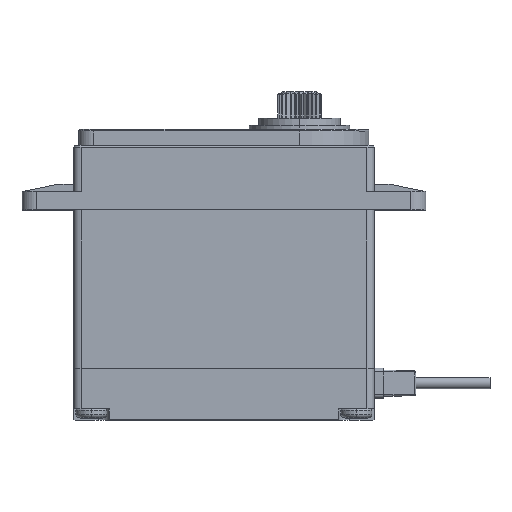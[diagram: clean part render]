
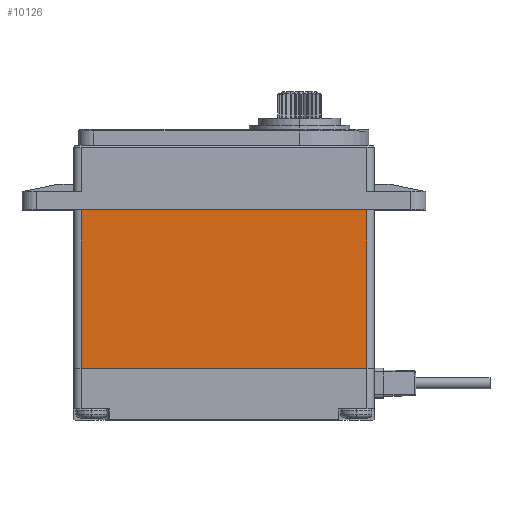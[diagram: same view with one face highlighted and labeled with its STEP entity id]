
A CAD part, top view. The second image highlights one B-rep face of the part: STEP entity #10126.
In plain terms, the highlighted planar face has unit normal (0, 0, 1).
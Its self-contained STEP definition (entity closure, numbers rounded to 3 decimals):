
#1480 = ORIENTED_EDGE ( 'NONE', *, *, #19186, .F. ) ;
#1563 = DIRECTION ( 'NONE',  ( 0., 0., 1. ) ) ;
#1711 = EDGE_LOOP ( 'NONE', ( #8995, #1480, #11952, #6224 ) ) ;
#1723 = VERTEX_POINT ( 'NONE', #14669 ) ;
#3116 = LINE ( 'NONE', #9580, #7274 ) ;
#3155 = CARTESIAN_POINT ( 'NONE',  ( -19.25, 7.95, 10.34 ) ) ;
#3282 = DIRECTION ( 'NONE',  ( 1., 0., 0. ) ) ;
#4482 = DIRECTION ( 'NONE',  ( 0., -1., 0. ) ) ;
#4974 = VECTOR ( 'NONE', #14244, 1000. ) ;
#5923 = AXIS2_PLACEMENT_3D ( 'NONE', #10501, #1563, #16822 ) ;
#6011 = VERTEX_POINT ( 'NONE', #13791 ) ;
#6078 = EDGE_CURVE ( 'NONE', #13681, #12482, #3116, .T. ) ;
#6224 = ORIENTED_EDGE ( 'NONE', *, *, #6078, .T. ) ;
#6873 = CARTESIAN_POINT ( 'NONE',  ( -19.25, -13.35, 10.34 ) ) ;
#7274 = VECTOR ( 'NONE', #18879, 1000. ) ;
#7355 = EDGE_CURVE ( 'NONE', #12482, #6011, #17590, .T. ) ;
#7638 = LINE ( 'NONE', #10316, #11529 ) ;
#7770 = CARTESIAN_POINT ( 'NONE',  ( -19.25, 7.95, 10.34 ) ) ;
#8995 = ORIENTED_EDGE ( 'NONE', *, *, #7355, .T. ) ;
#9308 = LINE ( 'NONE', #3155, #4974 ) ;
#9580 = CARTESIAN_POINT ( 'NONE',  ( -19.25, 0., 10.34 ) ) ;
#10126 = ADVANCED_FACE ( 'NONE', ( #10707 ), #10926, .T. ) ;
#10316 = CARTESIAN_POINT ( 'NONE',  ( 19.25, 0., 10.34 ) ) ;
#10501 = CARTESIAN_POINT ( 'NONE',  ( -19.25, 0., 10.34 ) ) ;
#10707 = FACE_OUTER_BOUND ( 'NONE', #1711, .T. ) ;
#10926 = PLANE ( 'NONE',  #5923 ) ;
#11529 = VECTOR ( 'NONE', #4482, 1000. ) ;
#11952 = ORIENTED_EDGE ( 'NONE', *, *, #19328, .F. ) ;
#12482 = VERTEX_POINT ( 'NONE', #6873 ) ;
#13681 = VERTEX_POINT ( 'NONE', #7770 ) ;
#13791 = CARTESIAN_POINT ( 'NONE',  ( 19.25, -13.35, 10.34 ) ) ;
#13999 = VECTOR ( 'NONE', #3282, 1000. ) ;
#14244 = DIRECTION ( 'NONE',  ( 1., 0., 0. ) ) ;
#14669 = CARTESIAN_POINT ( 'NONE',  ( 19.25, 7.95, 10.34 ) ) ;
#16822 = DIRECTION ( 'NONE',  ( 1., 0., 0. ) ) ;
#17174 = CARTESIAN_POINT ( 'NONE',  ( -19.25, -13.35, 10.34 ) ) ;
#17590 = LINE ( 'NONE', #17174, #13999 ) ;
#18879 = DIRECTION ( 'NONE',  ( 0., -1., 0. ) ) ;
#19186 = EDGE_CURVE ( 'NONE', #1723, #6011, #7638, .T. ) ;
#19328 = EDGE_CURVE ( 'NONE', #13681, #1723, #9308, .T. ) ;
